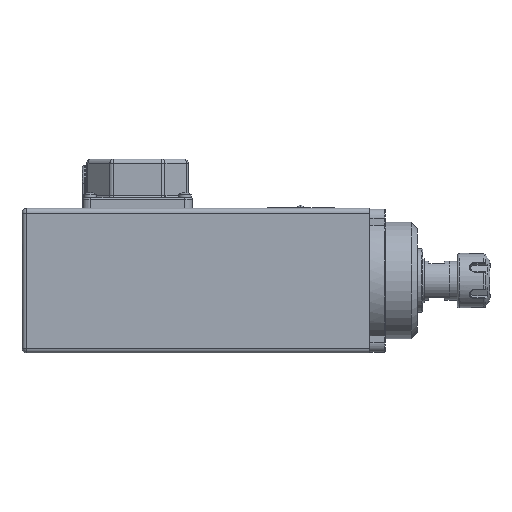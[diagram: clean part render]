
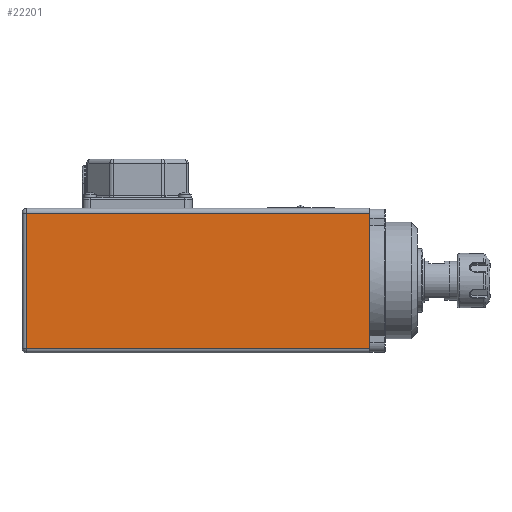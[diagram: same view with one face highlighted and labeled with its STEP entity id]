
A CAD part, left-side view. The second image highlights one B-rep face of the part: STEP entity #22201.
In plain terms, the highlighted planar face has unit normal (-1, 0, 0).
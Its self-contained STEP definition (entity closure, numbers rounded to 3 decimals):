
#22162=CARTESIAN_POINT('',(-41.5,200.,-46.5));
#22163=DIRECTION('',(1.,0.,0.));
#22164=DIRECTION('',(0.,0.,-1.));
#22165=AXIS2_PLACEMENT_3D('',#22162,#22163,#22164);
#22166=PLANE('',#22165);
#22167=CARTESIAN_POINT('',(-41.5,0.,-43.5));
#22168=VERTEX_POINT('',#22167);
#22169=CARTESIAN_POINT('',(-41.5,0.,43.5));
#22170=VERTEX_POINT('',#22169);
#22171=CARTESIAN_POINT('',(-41.5,0.,-12345.));
#22172=DIRECTION('',(-0.,-0.,1.));
#22173=VECTOR('',#22172,24690.);
#22174=LINE('',#22171,#22173);
#22175=EDGE_CURVE('',#22168,#22170,#22174,.T.);
#22176=ORIENTED_EDGE('',*,*,#22175,.T.);
#22177=CARTESIAN_POINT('',(-41.5,220.7,43.5));
#22178=VERTEX_POINT('',#22177);
#22179=CARTESIAN_POINT('',(-41.5,-12145.,43.5));
#22180=DIRECTION('',(-0.,1.,-0.));
#22181=VECTOR('',#22180,24690.);
#22182=LINE('',#22179,#22181);
#22183=EDGE_CURVE('',#22170,#22178,#22182,.T.);
#22184=ORIENTED_EDGE('',*,*,#22183,.T.);
#22185=CARTESIAN_POINT('',(-41.5,220.7,-43.5));
#22186=VERTEX_POINT('',#22185);
#22187=CARTESIAN_POINT('',(-41.5,220.7,12298.5));
#22188=DIRECTION('',(-0.,-0.,-1.));
#22189=VECTOR('',#22188,24690.);
#22190=LINE('',#22187,#22189);
#22191=EDGE_CURVE('',#22178,#22186,#22190,.T.);
#22192=ORIENTED_EDGE('',*,*,#22191,.T.);
#22193=CARTESIAN_POINT('',(-41.5,12545.,-43.5));
#22194=DIRECTION('',(0.,-1.,0.));
#22195=VECTOR('',#22194,24690.);
#22196=LINE('',#22193,#22195);
#22197=EDGE_CURVE('',#22186,#22168,#22196,.T.);
#22198=ORIENTED_EDGE('',*,*,#22197,.T.);
#22199=EDGE_LOOP('',(#22176,#22184,#22192,#22198));
#22200=FACE_BOUND('',#22199,.T.);
#22201=ADVANCED_FACE('',(#22200),#22166,.F.);
